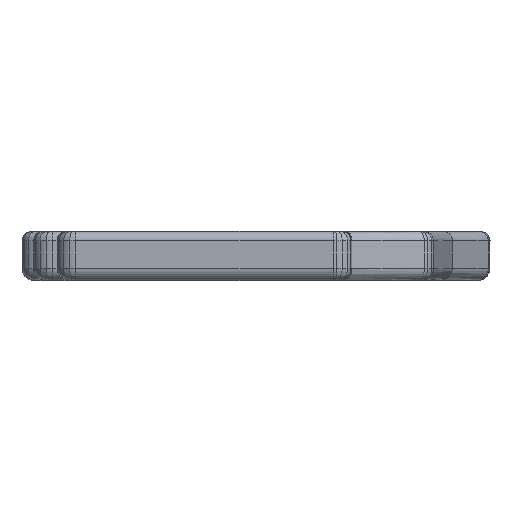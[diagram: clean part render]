
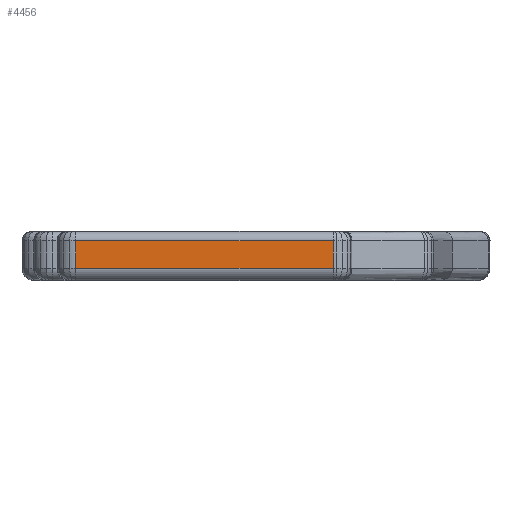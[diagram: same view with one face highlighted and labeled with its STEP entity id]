
A CAD part, left-side view. The second image highlights one B-rep face of the part: STEP entity #4456.
In plain terms, the highlighted planar face has unit normal (-1, 0, 0).
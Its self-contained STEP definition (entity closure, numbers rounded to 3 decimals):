
#648=PLANE('',#4731);
#754=FACE_OUTER_BOUND('',#1037,.T.);
#1037=EDGE_LOOP('',(#3265,#3266,#3267,#3268));
#1278=LINE('',#10311,#1508);
#1309=LINE('',#12600,#1539);
#1310=LINE('',#12603,#1540);
#1311=LINE('',#12604,#1541);
#1508=VECTOR('',#4947,10.);
#1539=VECTOR('',#5002,10.);
#1540=VECTOR('',#5005,10.);
#1541=VECTOR('',#5006,10.);
#1832=VERTEX_POINT('',#6039);
#1913=VERTEX_POINT('',#10308);
#1954=VERTEX_POINT('',#12590);
#1955=VERTEX_POINT('',#12602);
#2383=EDGE_CURVE('',#1913,#1832,#1278,.T.);
#2458=EDGE_CURVE('',#1832,#1954,#1309,.T.);
#2459=EDGE_CURVE('',#1954,#1955,#1310,.T.);
#2460=EDGE_CURVE('',#1913,#1955,#1311,.T.);
#3265=ORIENTED_EDGE('',*,*,#2383,.T.);
#3266=ORIENTED_EDGE('',*,*,#2458,.T.);
#3267=ORIENTED_EDGE('',*,*,#2459,.T.);
#3268=ORIENTED_EDGE('',*,*,#2460,.F.);
#4456=ADVANCED_FACE('',(#754),#648,.F.);
#4731=AXIS2_PLACEMENT_3D('',#12601,#5003,#5004);
#4947=DIRECTION('',(0.,-1.,0.));
#5002=DIRECTION('',(0.,0.,1.));
#5003=DIRECTION('center_axis',(1.,0.,0.));
#5004=DIRECTION('ref_axis',(0.,1.,0.));
#5005=DIRECTION('',(0.,1.,0.));
#5006=DIRECTION('',(0.,0.,1.));
#6039=CARTESIAN_POINT('',(-164.197,48.595,2.5));
#10308=CARTESIAN_POINT('',(-164.197,101.144,2.5));
#10311=CARTESIAN_POINT('',(-164.197,56.469,2.5));
#12590=CARTESIAN_POINT('',(-164.197,48.595,8.1));
#12600=CARTESIAN_POINT('',(-164.197,48.595,0.));
#12601=CARTESIAN_POINT('Origin',(-164.197,48.595,0.));
#12602=CARTESIAN_POINT('',(-164.197,101.144,8.1));
#12603=CARTESIAN_POINT('',(-164.197,56.469,8.1));
#12604=CARTESIAN_POINT('',(-164.197,101.144,0.));
